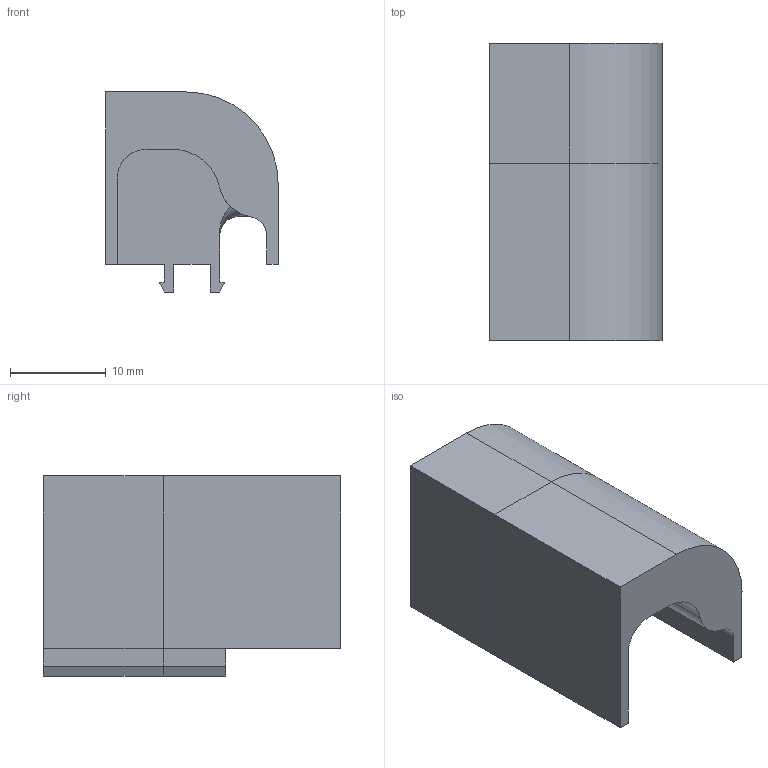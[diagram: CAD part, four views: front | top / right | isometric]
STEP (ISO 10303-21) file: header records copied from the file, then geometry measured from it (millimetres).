
FILE_DESCRIPTION(/* description */ (''),/* implementation_level */ '2;1');
FILE_NAME(/* name */ 'Corner2.stp',/* time_stamp */ '2021-08-31T12:33:09+02:00',/* author */ ('Rama'),/* organization */ (''),/* preprocessor_version */ 'ST-DEVELOPER v18.1',/* originating_system */ 'Autodesk Inventor 2021',/* authorisation */ '');
FILE_SCHEMA (('AUTOMOTIVE_DESIGN { 1 0 10303 214 3 1 1 }'));
Length unit declared in the file: millimetre
Products named in the file (1): Corner2
Bounding box: 18 x 31 x 20.89 mm (x, y, z)
Volume: 7297.5 mm3; surface area: 3822.8 mm2
Topology: 2 solids, 2 shells, 58 faces, 160 edges, 106 vertices
Faces by surface type: plane 46, cylinder 10, torus 2
Entity records: 1884 total; most frequent: CARTESIAN_POINT 347, ORIENTED_EDGE 320, DIRECTION 296, EDGE_CURVE 160, LINE 134, VECTOR 134, VERTEX_POINT 106, AXIS2_PLACEMENT_3D 81
